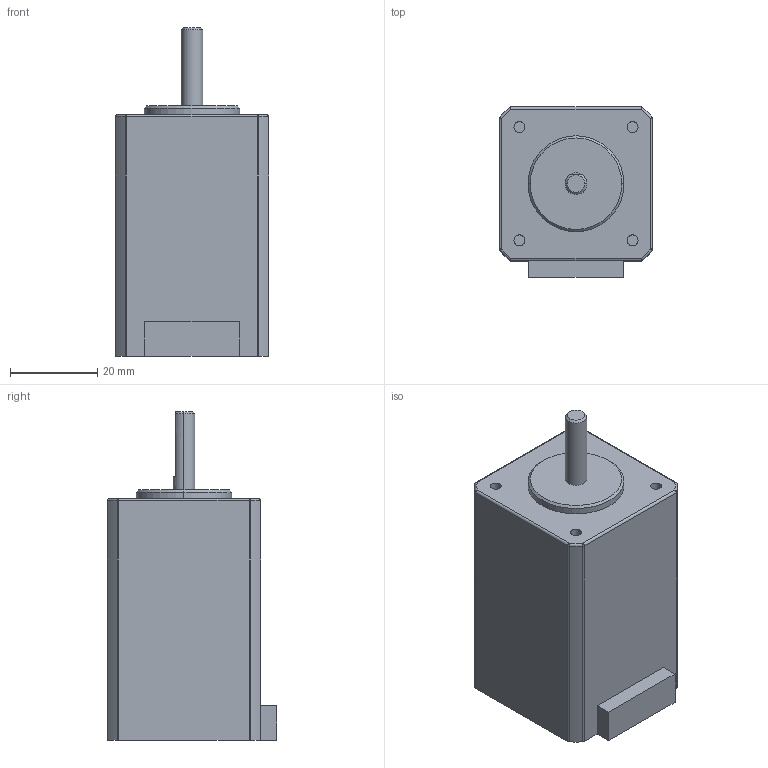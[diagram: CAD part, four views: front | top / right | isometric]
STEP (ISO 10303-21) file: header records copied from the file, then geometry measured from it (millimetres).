
FILE_DESCRIPTION((''),'2;1');
FILE_NAME('AM14HS50A0-01','2019-05-24T15:23:36',('MS05244'),(''),'CREO PARAMETRIC BY PTC INC, 2018100','CREO PARAMETRIC BY PTC INC, 2018100','');
FILE_SCHEMA(('CONFIG_CONTROL_DESIGN'));
Length unit declared in the file: millimetre
Products named in the file (1): AM14HS50A0-01
Bounding box: 35.3 x 39 x 75.5 mm (x, y, z)
Volume: 70151.1 mm3; surface area: 10648.3 mm2
Topology: 1 solids, 1 shells, 63 faces, 144 edges, 81 vertices
Faces by surface type: cylinder 28, plane 18, sphere 8, cone 5, torus 4
Entity records: 1757 total; most frequent: DIRECTION 335, CARTESIAN_POINT 290, ORIENTED_EDGE 272, AXIS2_PLACEMENT_3D 138, EDGE_CURVE 136, VERTEX_POINT 81, CIRCLE 75, EDGE_LOOP 69
